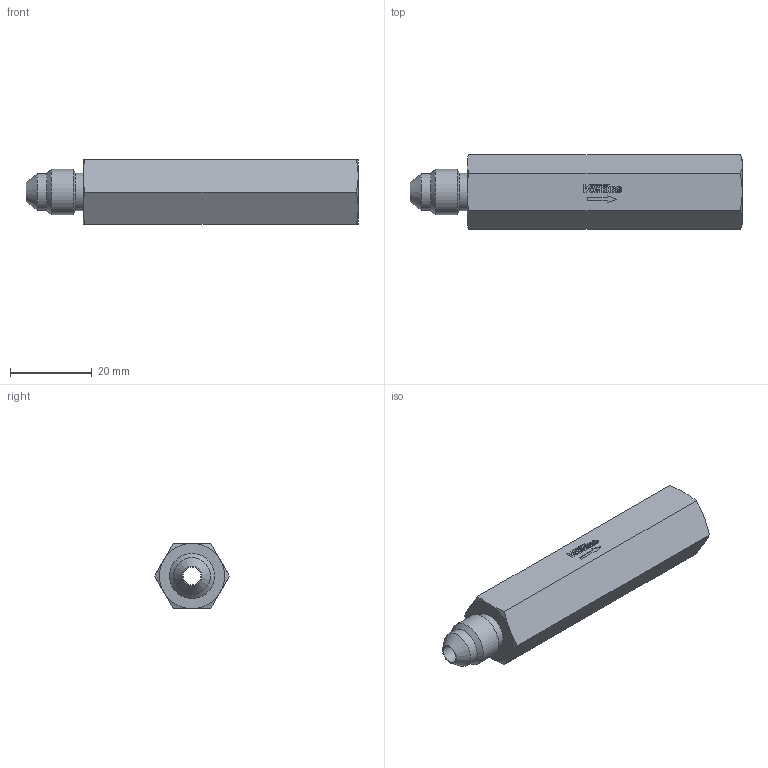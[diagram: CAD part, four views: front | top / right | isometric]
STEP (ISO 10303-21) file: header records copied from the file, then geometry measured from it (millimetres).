
FILE_DESCRIPTION((''),'2;1');
FILE_NAME('40300-604.stp','2015-01-08T16:03:56',('jml'),(''),'Autodesk Inventor 2010','Autodesk Inventor 2010','');
FILE_SCHEMA(('AUTOMOTIVE_DESIGN { 1 0 10303 214 1 1 1 1 }'));
Length unit declared in the file: inch
Products named in the file (1): 221331
Bounding box: 81.28 x 18.33 x 15.88 mm (x, y, z)
Volume: 10457.3 mm3; surface area: 6696.1 mm2
Topology: 1 solids, 1 shells, 131 faces, 335 edges, 221 vertices
Faces by surface type: plane 92, cylinder 18, cone 17, bspline 3, torus 1
Full cylindrical faces by diameter (mm): 0.87 x1, 8.992 x1, 9.169 x1, 11.1 x1
Entity records: 3995 total; most frequent: CARTESIAN_POINT 759, ORIENTED_EDGE 644, DIRECTION 612, EDGE_CURVE 322, VECTOR 242, LINE 242, VERTEX_POINT 220, AXIS2_PLACEMENT_3D 185
